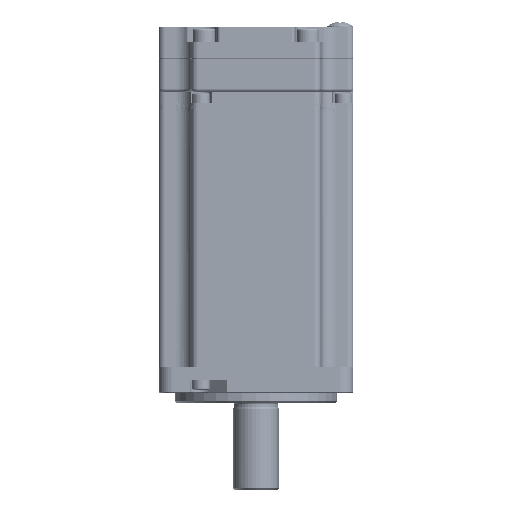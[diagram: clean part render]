
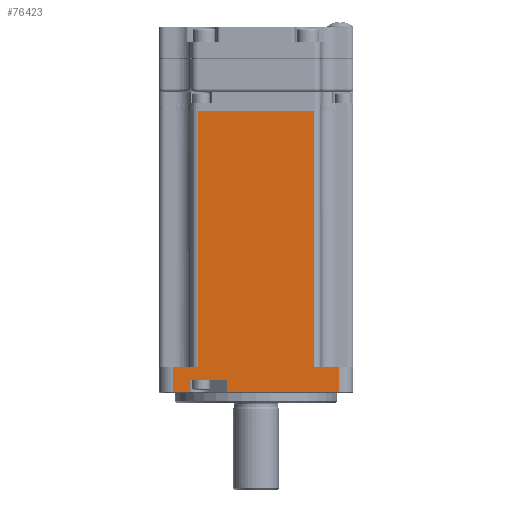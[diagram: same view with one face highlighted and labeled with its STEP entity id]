
A CAD part, front view. The second image highlights one B-rep face of the part: STEP entity #76423.
In plain terms, the highlighted planar face has unit normal (0, -1, 0).
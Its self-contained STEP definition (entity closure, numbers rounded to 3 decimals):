
#9 = CARTESIAN_POINT ( 'NONE',  ( -18.32, -28.639, 107.799 ) ) ;
#663 = ORIENTED_EDGE ( 'NONE', *, *, #111941, .F. ) ;
#2667 = VECTOR ( 'NONE', #51887, 1000. ) ;
#4623 = EDGE_CURVE ( 'NONE', #130847, #94692, #123200, .T. ) ;
#6019 = CARTESIAN_POINT ( 'NONE',  ( -9.37, -28.639, 100.099 ) ) ;
#7572 = FACE_OUTER_BOUND ( 'NONE', #101706, .T. ) ;
#8507 = VECTOR ( 'NONE', #56086, 1000. ) ;
#8634 = CARTESIAN_POINT ( 'NONE',  ( 25.18, -28.639, 100.099 ) ) ;
#9314 = VERTEX_POINT ( 'NONE', #15603 ) ;
#10396 = CARTESIAN_POINT ( 'NONE',  ( 17.68, -28.639, 103.799 ) ) ;
#10650 = VERTEX_POINT ( 'NONE', #62567 ) ;
#15118 = VERTEX_POINT ( 'NONE', #23176 ) ;
#15603 = CARTESIAN_POINT ( 'NONE',  ( 25.18, -28.639, 107.799 ) ) ;
#17493 = LINE ( 'NONE', #92555, #59557 ) ;
#19046 = LINE ( 'NONE', #30239, #47997 ) ;
#20133 = VERTEX_POINT ( 'NONE', #9 ) ;
#20533 = CARTESIAN_POINT ( 'NONE',  ( 29.68, -28.639, 186.799 ) ) ;
#23176 = CARTESIAN_POINT ( 'NONE',  ( -9.37, -28.639, 103.799 ) ) ;
#23890 = CARTESIAN_POINT ( 'NONE',  ( 25.18, -28.639, 99.299 ) ) ;
#25536 = VECTOR ( 'NONE', #112687, 1000. ) ;
#28163 = DIRECTION ( 'NONE',  ( 0., 0., -1. ) ) ;
#29041 = ORIENTED_EDGE ( 'NONE', *, *, #111012, .T. ) ;
#29454 = CARTESIAN_POINT ( 'NONE',  ( 25.18, -28.639, 100.099 ) ) ;
#29662 = EDGE_CURVE ( 'NONE', #9314, #94692, #95273, .T. ) ;
#29920 = ORIENTED_EDGE ( 'NONE', *, *, #115574, .T. ) ;
#30239 = CARTESIAN_POINT ( 'NONE',  ( -20.82, -28.639, 100.099 ) ) ;
#32108 = CARTESIAN_POINT ( 'NONE',  ( -9.37, -28.639, 103.799 ) ) ;
#32329 = LINE ( 'NONE', #23890, #86831 ) ;
#32376 = EDGE_CURVE ( 'NONE', #10650, #55515, #17493, .T. ) ;
#33200 = ORIENTED_EDGE ( 'NONE', *, *, #4623, .F. ) ;
#35489 = ORIENTED_EDGE ( 'NONE', *, *, #69532, .T. ) ;
#35495 = VERTEX_POINT ( 'NONE', #93345 ) ;
#38660 = DIRECTION ( 'NONE',  ( 1., 0., 0. ) ) ;
#41182 = DIRECTION ( 'NONE',  ( 1., 0., 0. ) ) ;
#44022 = CARTESIAN_POINT ( 'NONE',  ( 25.18, -28.639, 107.799 ) ) ;
#46548 = ORIENTED_EDGE ( 'NONE', *, *, #68391, .T. ) ;
#47997 = VECTOR ( 'NONE', #38660, 1000. ) ;
#50427 = AXIS2_PLACEMENT_3D ( 'NONE', #116242, #62259, #41182 ) ;
#51887 = DIRECTION ( 'NONE',  ( 1., 0., 0. ) ) ;
#52446 = VECTOR ( 'NONE', #63006, 1000. ) ;
#55515 = VERTEX_POINT ( 'NONE', #82094 ) ;
#56086 = DIRECTION ( 'NONE',  ( 0., 0., -1. ) ) ;
#58961 = ORIENTED_EDGE ( 'NONE', *, *, #122096, .F. ) ;
#59308 = CARTESIAN_POINT ( 'NONE',  ( -20.82, -28.639, 103.799 ) ) ;
#59557 = VECTOR ( 'NONE', #103059, 1000. ) ;
#62259 = DIRECTION ( 'NONE',  ( 0., -1., 0. ) ) ;
#62567 = CARTESIAN_POINT ( 'NONE',  ( -25.82, -28.639, 100.099 ) ) ;
#62599 = VECTOR ( 'NONE', #99403, 1000. ) ;
#63006 = DIRECTION ( 'NONE',  ( -1., 0., 0. ) ) ;
#66702 = DIRECTION ( 'NONE',  ( 0., 0., 1. ) ) ;
#68006 = CARTESIAN_POINT ( 'NONE',  ( -18.32, -28.639, 189.299 ) ) ;
#68391 = EDGE_CURVE ( 'NONE', #20133, #55515, #118364, .T. ) ;
#69523 = EDGE_CURVE ( 'NONE', #76711, #35495, #94107, .T. ) ;
#69532 = EDGE_CURVE ( 'NONE', #10650, #35495, #19046, .T. ) ;
#72554 = ORIENTED_EDGE ( 'NONE', *, *, #81949, .T. ) ;
#73376 = ORIENTED_EDGE ( 'NONE', *, *, #69523, .F. ) ;
#76423 = ADVANCED_FACE ( 'NONE', ( #7572 ), #95212, .T. ) ;
#76711 = VERTEX_POINT ( 'NONE', #59308 ) ;
#78645 = ORIENTED_EDGE ( 'NONE', *, *, #29662, .T. ) ;
#81820 = CARTESIAN_POINT ( 'NONE',  ( 17.68, -28.639, 189.299 ) ) ;
#81949 = EDGE_CURVE ( 'NONE', #138434, #97537, #114341, .T. ) ;
#82094 = CARTESIAN_POINT ( 'NONE',  ( -25.82, -28.639, 107.799 ) ) ;
#86831 = VECTOR ( 'NONE', #66702, 1000. ) ;
#92555 = CARTESIAN_POINT ( 'NONE',  ( -25.82, -28.639, 99.299 ) ) ;
#93345 = CARTESIAN_POINT ( 'NONE',  ( -20.82, -28.639, 100.099 ) ) ;
#93710 = EDGE_CURVE ( 'NONE', #15118, #138434, #138720, .T. ) ;
#94107 = LINE ( 'NONE', #125644, #121898 ) ;
#94692 = VERTEX_POINT ( 'NONE', #137363 ) ;
#95212 = PLANE ( 'NONE',  #50427 ) ;
#95270 = LINE ( 'NONE', #10396, #102629 ) ;
#95273 = LINE ( 'NONE', #128191, #52446 ) ;
#97537 = VERTEX_POINT ( 'NONE', #8634 ) ;
#97764 = VECTOR ( 'NONE', #118377, 1000. ) ;
#99403 = DIRECTION ( 'NONE',  ( -1., 0., 0. ) ) ;
#101706 = EDGE_LOOP ( 'NONE', ( #58961, #29920, #46548, #102555, #35489, #73376, #663, #118822, #72554, #29041, #78645, #33200 ) ) ;
#102555 = ORIENTED_EDGE ( 'NONE', *, *, #32376, .F. ) ;
#102629 = VECTOR ( 'NONE', #127514, 1000. ) ;
#103059 = DIRECTION ( 'NONE',  ( 0., 0., 1. ) ) ;
#110084 = LINE ( 'NONE', #68006, #8507 ) ;
#110360 = VERTEX_POINT ( 'NONE', #121176 ) ;
#111012 = EDGE_CURVE ( 'NONE', #97537, #9314, #32329, .T. ) ;
#111941 = EDGE_CURVE ( 'NONE', #15118, #76711, #95270, .T. ) ;
#112687 = DIRECTION ( 'NONE',  ( 0., 0., -1. ) ) ;
#114341 = LINE ( 'NONE', #29454, #2667 ) ;
#115228 = DIRECTION ( 'NONE',  ( 1., 0., 0. ) ) ;
#115574 = EDGE_CURVE ( 'NONE', #110360, #20133, #110084, .T. ) ;
#115921 = LINE ( 'NONE', #20533, #121699 ) ;
#116242 = CARTESIAN_POINT ( 'NONE',  ( 17.68, -28.639, 189.299 ) ) ;
#118364 = LINE ( 'NONE', #44022, #62599 ) ;
#118377 = DIRECTION ( 'NONE',  ( 0., 0., -1. ) ) ;
#118822 = ORIENTED_EDGE ( 'NONE', *, *, #93710, .T. ) ;
#121176 = CARTESIAN_POINT ( 'NONE',  ( -18.32, -28.639, 186.799 ) ) ;
#121699 = VECTOR ( 'NONE', #115228, 1000. ) ;
#121898 = VECTOR ( 'NONE', #28163, 1000. ) ;
#122096 = EDGE_CURVE ( 'NONE', #110360, #130847, #115921, .T. ) ;
#123200 = LINE ( 'NONE', #81820, #25536 ) ;
#124881 = CARTESIAN_POINT ( 'NONE',  ( 17.68, -28.639, 186.799 ) ) ;
#125644 = CARTESIAN_POINT ( 'NONE',  ( -20.82, -28.639, 103.799 ) ) ;
#127514 = DIRECTION ( 'NONE',  ( -1., 0., 0. ) ) ;
#128191 = CARTESIAN_POINT ( 'NONE',  ( 25.18, -28.639, 107.799 ) ) ;
#130847 = VERTEX_POINT ( 'NONE', #124881 ) ;
#137363 = CARTESIAN_POINT ( 'NONE',  ( 17.68, -28.639, 107.799 ) ) ;
#138434 = VERTEX_POINT ( 'NONE', #6019 ) ;
#138720 = LINE ( 'NONE', #32108, #97764 ) ;
